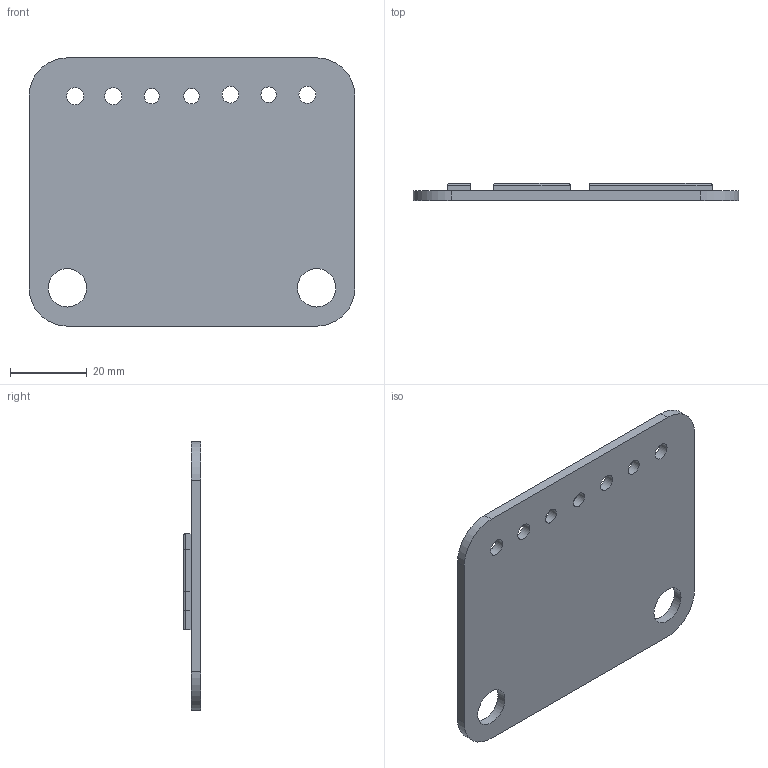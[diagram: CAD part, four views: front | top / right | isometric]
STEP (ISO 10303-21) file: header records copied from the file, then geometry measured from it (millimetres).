
FILE_DESCRIPTION(/* description */ ('','CAx-IF Rec.Pracs.---Representation and Presentation of Product Manufacturing Information (PMI)---4.0---2014-10-13'),/* implementation_level */ '2;1');
FILE_NAME(/* name */ 'XTSDStorage_WHL.step',/* time_stamp */ '2025-03-10T23:44:12-06:00',/* author */ (''),/* organization */ (''),/* preprocessor_version */ 'ST-DEVELOPER v20',/* originating_system */ 'Autodesk Translation Framework v13.20.0.188',/* authorisation */ '');
FILE_SCHEMA (('AP242_MANAGED_MODEL_BASED_3D_ENGINEERING_MIM_LF { 1 0 10303 442 1 1 4 }'));
Length unit declared in the file: millimetre
Products named in the file (1): XTSDStorage
Bounding box: 85 x 4.5 x 70 mm (x, y, z)
Volume: 16378.8 mm3; surface area: 15102.1 mm2
Topology: 4 solids, 4 shells, 49 faces, 111 edges, 70 vertices
Faces by surface type: cylinder 25, plane 24
Full cylindrical faces by diameter (mm): 4 x2, 4.059 x1, 4.353 x1, 4.42 x1, 4.472 x2, 10 x2
Entity records: 1433 total; most frequent: DIRECTION 249, CARTESIAN_POINT 231, ORIENTED_EDGE 222, EDGE_CURVE 111, AXIS2_PLACEMENT_3D 88, LINE 73, VECTOR 73, VERTEX_POINT 70
